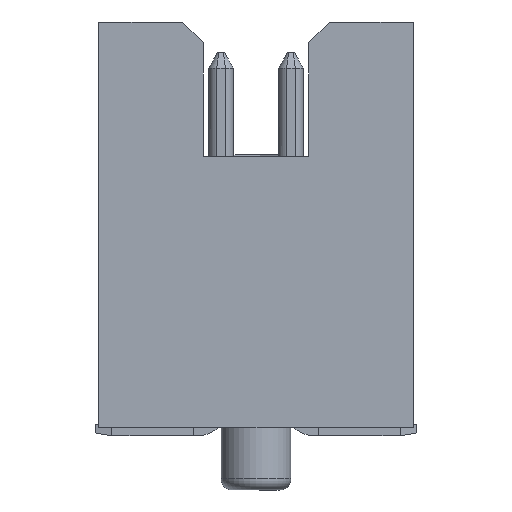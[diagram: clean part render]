
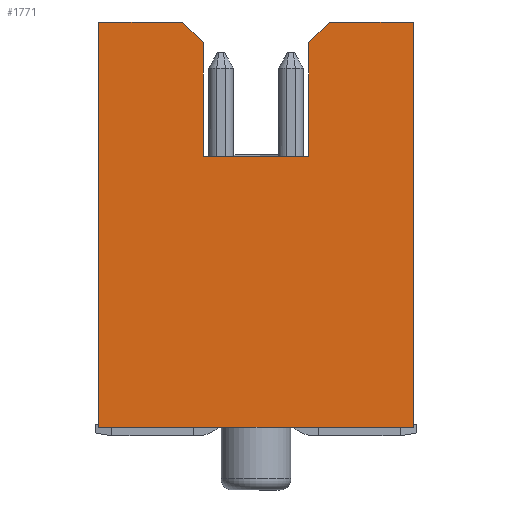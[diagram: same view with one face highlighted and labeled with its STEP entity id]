
A CAD part, left-side view. The second image highlights one B-rep face of the part: STEP entity #1771.
In plain terms, the highlighted planar face has unit normal (-1, 0, 0).
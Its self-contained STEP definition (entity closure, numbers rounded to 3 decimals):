
#195=CARTESIAN_POINT('',(3.49,2.86,2.794));
#196=VERTEX_POINT('',#195);
#203=CARTESIAN_POINT('',(3.49,1.335,2.794));
#204=VERTEX_POINT('',#203);
#205=CARTESIAN_POINT('',(3.49,2.86,2.794));
#206=DIRECTION('',(0.,-1.,0.));
#207=VECTOR('',#206,1.525);
#208=LINE('',#205,#207);
#209=EDGE_CURVE('',#196,#204,#208,.T.);
#691=CARTESIAN_POINT('',(3.49,-1.335,2.794));
#692=VERTEX_POINT('',#691);
#699=CARTESIAN_POINT('',(3.49,-2.86,2.794));
#700=VERTEX_POINT('',#699);
#701=CARTESIAN_POINT('',(3.49,-1.335,2.794));
#702=DIRECTION('',(0.,-1.,0.));
#703=VECTOR('',#702,1.525);
#704=LINE('',#701,#703);
#705=EDGE_CURVE('',#692,#700,#704,.T.);
#1523=CARTESIAN_POINT('',(3.49,0.955,2.414));
#1524=VERTEX_POINT('',#1523);
#1538=CARTESIAN_POINT('',(3.49,1.335,2.794));
#1539=DIRECTION('',(0.,-0.707,-0.707));
#1540=VECTOR('',#1539,0.537);
#1541=LINE('',#1538,#1540);
#1542=EDGE_CURVE('',#204,#1524,#1541,.T.);
#1564=CARTESIAN_POINT('',(3.49,0.955,0.354));
#1565=VERTEX_POINT('',#1564);
#1574=CARTESIAN_POINT('',(3.49,0.955,2.414));
#1575=DIRECTION('',(0.,0.,-1.));
#1576=VECTOR('',#1575,2.06);
#1577=LINE('',#1574,#1576);
#1578=EDGE_CURVE('',#1524,#1565,#1577,.T.);
#1590=CARTESIAN_POINT('',(3.49,-0.955,0.354));
#1591=VERTEX_POINT('',#1590);
#1592=CARTESIAN_POINT('',(3.49,0.955,0.354));
#1593=DIRECTION('',(0.,-1.,0.));
#1594=VECTOR('',#1593,1.91);
#1595=LINE('',#1592,#1594);
#1596=EDGE_CURVE('',#1565,#1591,#1595,.T.);
#1613=CARTESIAN_POINT('',(3.49,-0.955,2.414));
#1614=VERTEX_POINT('',#1613);
#1615=CARTESIAN_POINT('',(3.49,-0.955,0.354));
#1616=DIRECTION('',(0.,0.,1.));
#1617=VECTOR('',#1616,2.06);
#1618=LINE('',#1615,#1617);
#1619=EDGE_CURVE('',#1591,#1614,#1618,.T.);
#1656=CARTESIAN_POINT('',(3.49,-0.955,2.414));
#1657=DIRECTION('',(0.,-0.707,0.707));
#1658=VECTOR('',#1657,0.537);
#1659=LINE('',#1656,#1658);
#1660=EDGE_CURVE('',#1614,#692,#1659,.T.);
#1727=CARTESIAN_POINT('',(3.49,0.,-0.889));
#1728=DIRECTION('',(0.,0.,-1.));
#1729=DIRECTION('',(-1.,-0.,-0.));
#1730=AXIS2_PLACEMENT_3D('',#1727,#1729,#1728);
#1731=PLANE('',#1730);
#1732=ORIENTED_EDGE('',*,*,#705,.F.);
#1733=ORIENTED_EDGE('',*,*,#1660,.F.);
#1734=ORIENTED_EDGE('',*,*,#1619,.F.);
#1735=ORIENTED_EDGE('',*,*,#1596,.F.);
#1736=ORIENTED_EDGE('',*,*,#1578,.F.);
#1737=ORIENTED_EDGE('',*,*,#1542,.F.);
#1738=ORIENTED_EDGE('',*,*,#209,.F.);
#1739=CARTESIAN_POINT('',(3.49,2.86,-4.572));
#1740=VERTEX_POINT('',#1739);
#1741=CARTESIAN_POINT('',(3.49,2.86,2.794));
#1742=DIRECTION('',(0.,0.,-1.));
#1743=VECTOR('',#1742,7.366);
#1744=LINE('',#1741,#1743);
#1745=EDGE_CURVE('',#196,#1740,#1744,.T.);
#1746=ORIENTED_EDGE('',*,*,#1745,.T.);
#1747=CARTESIAN_POINT('',(3.49,0.,-4.572));
#1748=VERTEX_POINT('',#1747);
#1749=CARTESIAN_POINT('',(3.49,2.86,-4.572));
#1750=DIRECTION('',(0.,-1.,0.));
#1751=VECTOR('',#1750,2.86);
#1752=LINE('',#1749,#1751);
#1753=EDGE_CURVE('',#1740,#1748,#1752,.T.);
#1754=ORIENTED_EDGE('',*,*,#1753,.T.);
#1755=CARTESIAN_POINT('',(3.49,-2.86,-4.572));
#1756=VERTEX_POINT('',#1755);
#1757=CARTESIAN_POINT('',(3.49,0.,-4.572));
#1758=DIRECTION('',(0.,-1.,0.));
#1759=VECTOR('',#1758,2.86);
#1760=LINE('',#1757,#1759);
#1761=EDGE_CURVE('',#1748,#1756,#1760,.T.);
#1762=ORIENTED_EDGE('',*,*,#1761,.T.);
#1763=CARTESIAN_POINT('',(3.49,-2.86,-4.572));
#1764=DIRECTION('',(0.,0.,1.));
#1765=VECTOR('',#1764,7.366);
#1766=LINE('',#1763,#1765);
#1767=EDGE_CURVE('',#1756,#700,#1766,.T.);
#1768=ORIENTED_EDGE('',*,*,#1767,.T.);
#1769=EDGE_LOOP('',(#1732,#1733,#1734,#1735,#1736,#1737,#1738,#1746,#1754,#1762,#1768));
#1770=FACE_OUTER_BOUND('',#1769,.T.);
#1771=ADVANCED_FACE('',(#1770),#1731,.T.);
